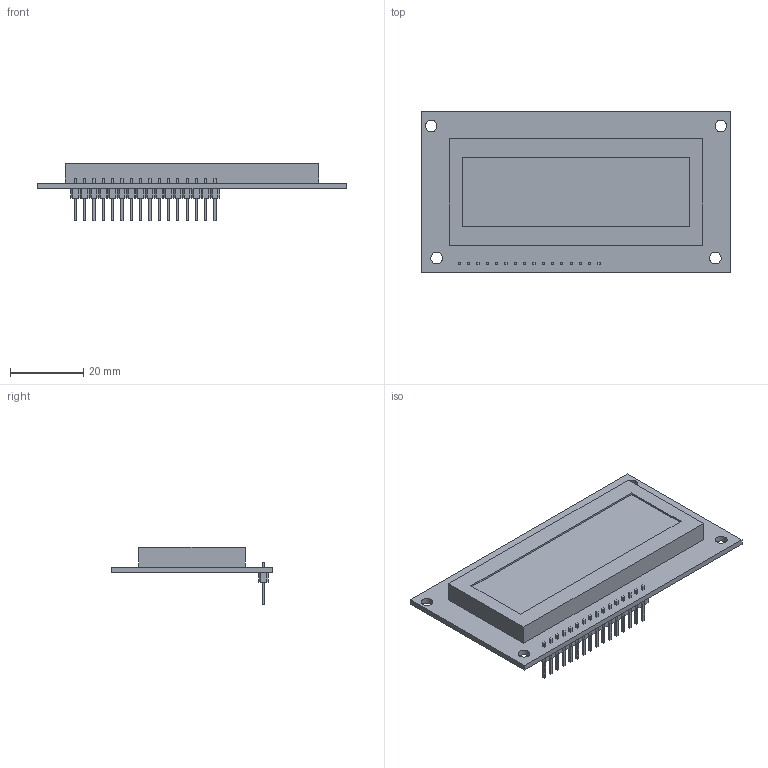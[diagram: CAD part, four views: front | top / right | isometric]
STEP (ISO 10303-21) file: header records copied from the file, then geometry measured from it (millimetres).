
FILE_DESCRIPTION(('STEP AP214'), '1');
FILE_NAME('MT-16S2H', '', ('UNSPECIFIED'), ('UNSPECIFIED'), 'ASCON STEP Converter 1.3', 'ASCON Math Kernel', '');
FILE_SCHEMA(('AUTOMOTIVE_DESIGN { 1 0 10303 214 3 1 1}'));
Length unit declared in the file: millimetre
Bounding box: 84 x 44 x 15.6 mm (x, y, z)
Volume: 16037.2 mm3; surface area: 9464.9 mm2
Topology: 1 solids, 1 shells, 279 faces, 726 edges, 484 vertices
Faces by surface type: plane 275, cylinder 4
Full cylindrical faces by diameter (mm): 3.2 x4
Entity records: 10640 total; most frequent: CARTESIAN_POINT 1486, ORIENTED_EDGE 1444, DIRECTION 1290, EDGE_CURVE 722, LINE 714, VECTOR 714, VERTEX_POINT 484, EDGE_LOOP 326
